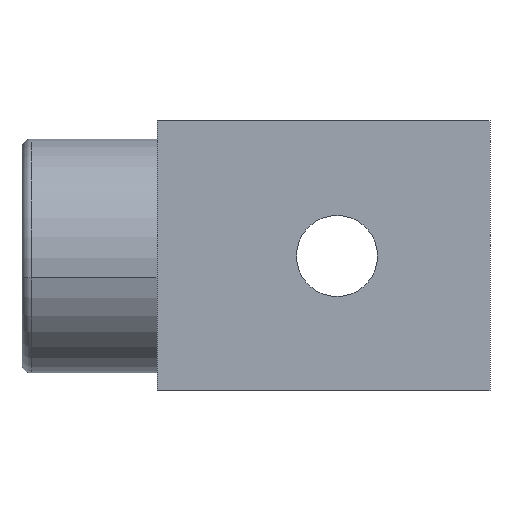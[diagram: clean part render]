
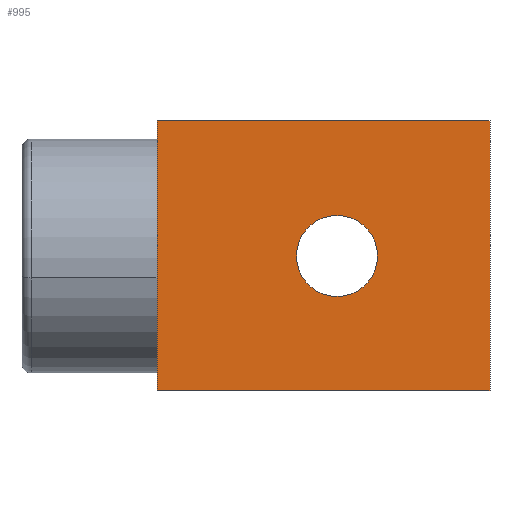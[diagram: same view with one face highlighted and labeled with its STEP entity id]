
A CAD part, front view. The second image highlights one B-rep face of the part: STEP entity #995.
In plain terms, the highlighted face is planar.
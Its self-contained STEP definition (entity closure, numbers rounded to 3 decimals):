
#4 = DIRECTION ( 'NONE',  ( 0., 0., -1. ) ) ;
#6 = EDGE_CURVE ( 'NONE', #680, #426, #909, .T. ) ;
#25 = EDGE_LOOP ( 'NONE', ( #205, #667, #188, #859 ) ) ;
#55 = EDGE_LOOP ( 'NONE', ( #433, #464 ) ) ;
#62 = DIRECTION ( 'NONE',  ( 0., 0., 1. ) ) ;
#81 = LINE ( 'NONE', #732, #93 ) ;
#93 = VECTOR ( 'NONE', #723, 1000. ) ;
#148 = CARTESIAN_POINT ( 'NONE',  ( 15., 0., 0. ) ) ;
#172 = PLANE ( 'NONE',  #864 ) ;
#174 = LINE ( 'NONE', #798, #543 ) ;
#188 = ORIENTED_EDGE ( 'NONE', *, *, #6, .F. ) ;
#189 = DIRECTION ( 'NONE',  ( -1., 0., 0. ) ) ;
#205 = ORIENTED_EDGE ( 'NONE', *, *, #1016, .T. ) ;
#213 = VERTEX_POINT ( 'NONE', #893 ) ;
#228 = CARTESIAN_POINT ( 'NONE',  ( 0., 20., 0. ) ) ;
#243 = LINE ( 'NONE', #401, #854 ) ;
#256 = CARTESIAN_POINT ( 'NONE',  ( -15., 37., 0. ) ) ;
#258 = VERTEX_POINT ( 'NONE', #438 ) ;
#355 = VERTEX_POINT ( 'NONE', #427 ) ;
#366 = EDGE_CURVE ( 'NONE', #355, #213, #672, .T. ) ;
#383 = DIRECTION ( 'NONE',  ( -1., 0., 0. ) ) ;
#401 = CARTESIAN_POINT ( 'NONE',  ( 15., 37., 0. ) ) ;
#412 = CARTESIAN_POINT ( 'NONE',  ( 15., 0., 0. ) ) ;
#422 = FACE_BOUND ( 'NONE', #55, .T. ) ;
#426 = VERTEX_POINT ( 'NONE', #148 ) ;
#427 = CARTESIAN_POINT ( 'NONE',  ( 4.5, 20., 0. ) ) ;
#428 = CARTESIAN_POINT ( 'NONE',  ( 15., 37., 0. ) ) ;
#433 = ORIENTED_EDGE ( 'NONE', *, *, #482, .F. ) ;
#438 = CARTESIAN_POINT ( 'NONE',  ( -15., 0., 0. ) ) ;
#464 = ORIENTED_EDGE ( 'NONE', *, *, #366, .F. ) ;
#482 = EDGE_CURVE ( 'NONE', #213, #355, #788, .T. ) ;
#498 = DIRECTION ( 'NONE',  ( -1., 0., 0. ) ) ;
#518 = EDGE_CURVE ( 'NONE', #426, #258, #174, .T. ) ;
#532 = DIRECTION ( 'NONE',  ( 0., -1., 0. ) ) ;
#543 = VECTOR ( 'NONE', #498, 1000. ) ;
#667 = ORIENTED_EDGE ( 'NONE', *, *, #518, .F. ) ;
#672 = CIRCLE ( 'NONE', #689, 4.5 ) ;
#680 = VERTEX_POINT ( 'NONE', #428 ) ;
#689 = AXIS2_PLACEMENT_3D ( 'NONE', #743, #897, #189 ) ;
#708 = DIRECTION ( 'NONE',  ( -1., 0., 0. ) ) ;
#723 = DIRECTION ( 'NONE',  ( 0., -1., 0. ) ) ;
#732 = CARTESIAN_POINT ( 'NONE',  ( -15., 0., 0. ) ) ;
#743 = CARTESIAN_POINT ( 'NONE',  ( 0., 20., 0. ) ) ;
#779 = VERTEX_POINT ( 'NONE', #256 ) ;
#788 = CIRCLE ( 'NONE', #917, 4.5 ) ;
#798 = CARTESIAN_POINT ( 'NONE',  ( 15., 0., 0. ) ) ;
#836 = VECTOR ( 'NONE', #532, 1000. ) ;
#839 = EDGE_CURVE ( 'NONE', #680, #779, #243, .T. ) ;
#854 = VECTOR ( 'NONE', #708, 1000. ) ;
#859 = ORIENTED_EDGE ( 'NONE', *, *, #839, .T. ) ;
#864 = AXIS2_PLACEMENT_3D ( 'NONE', #412, #4, #968 ) ;
#893 = CARTESIAN_POINT ( 'NONE',  ( -4.5, 20., 0. ) ) ;
#897 = DIRECTION ( 'NONE',  ( 0., 0., 1. ) ) ;
#903 = CARTESIAN_POINT ( 'NONE',  ( 15., 0., 0. ) ) ;
#909 = LINE ( 'NONE', #903, #836 ) ;
#917 = AXIS2_PLACEMENT_3D ( 'NONE', #228, #62, #383 ) ;
#960 = FACE_OUTER_BOUND ( 'NONE', #25, .T. ) ;
#968 = DIRECTION ( 'NONE',  ( -1., 0., 0. ) ) ;
#995 = ADVANCED_FACE ( 'NONE', ( #422, #960 ), #172, .F. ) ;
#1016 = EDGE_CURVE ( 'NONE', #779, #258, #81, .T. ) ;
